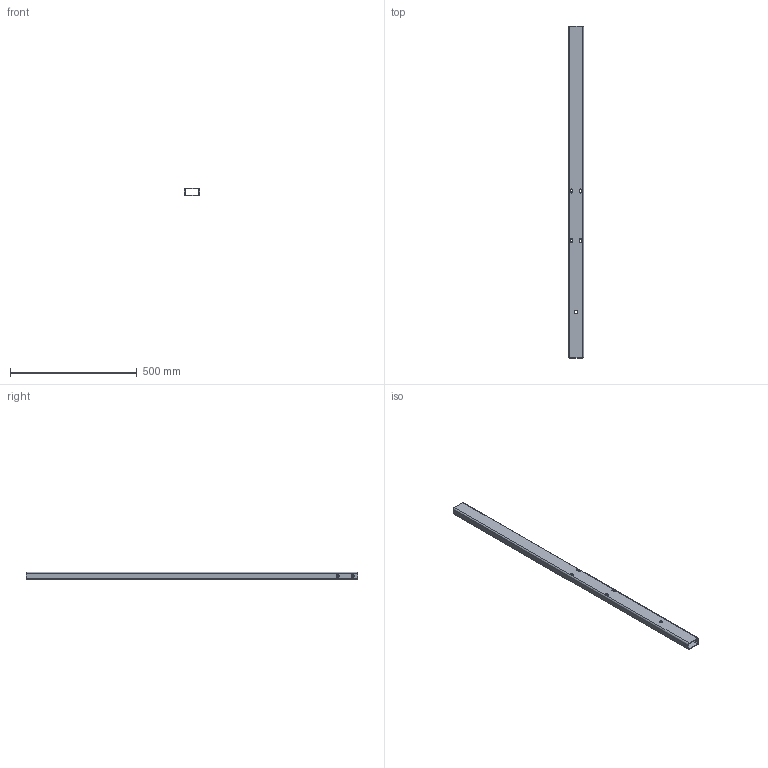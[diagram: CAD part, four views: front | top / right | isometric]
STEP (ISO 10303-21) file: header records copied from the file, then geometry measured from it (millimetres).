
FILE_DESCRIPTION (( 'STEP AP214' ), '1' );
FILE_NAME ('Kitchen 30x60.01.02.002.step', '2020-08-27T11:45:36', ( 'DM' ), ( '' ), 'SwSTEP 2.0', 'SolidWorks 2020', '' );
FILE_SCHEMA (( 'AUTOMOTIVE_DESIGN' ));
Length unit declared in the file: millimetre
Products named in the file (1): Kitchen 30x60.01.02.002
Bounding box: 60 x 1310 x 30 mm (x, y, z)
Volume: 623418.4 mm3; surface area: 418764.7 mm2
Topology: 1 solids, 1 shells, 90 faces, 308 edges, 190 vertices
Faces by surface type: cylinder 50, cone 22, plane 18
Entity records: 3490 total; most frequent: CARTESIAN_POINT 775, ORIENTED_EDGE 584, DIRECTION 568, EDGE_CURVE 292, AXIS2_PLACEMENT_3D 213, VERTEX_POINT 182, VECTOR 142, LINE 142
